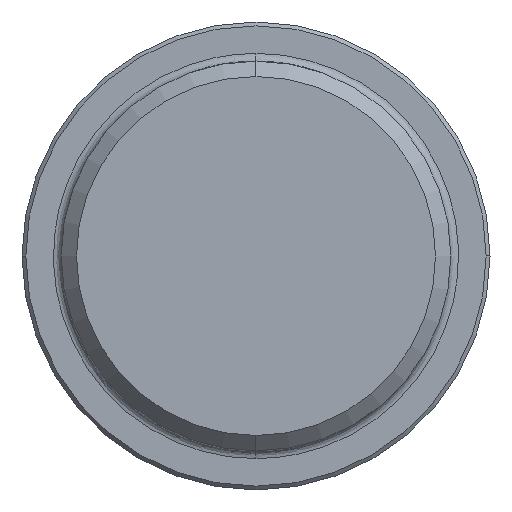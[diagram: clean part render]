
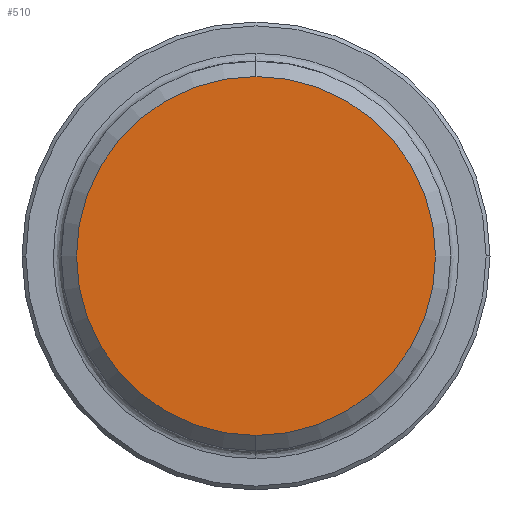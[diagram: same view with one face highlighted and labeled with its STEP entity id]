
A CAD part, left-side view. The second image highlights one B-rep face of the part: STEP entity #510.
In plain terms, the highlighted planar face has unit normal (-1, 0, 0).
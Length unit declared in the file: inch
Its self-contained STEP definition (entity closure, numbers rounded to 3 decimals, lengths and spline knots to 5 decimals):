
#183 = DIRECTION ( 'NONE',  ( 0., 0., -1. ) ) ;
#342 = CARTESIAN_POINT ( 'NONE',  ( -4.13685, 0., 0. ) ) ;
#349 = DIRECTION ( 'NONE',  ( 1., 0., 0. ) ) ;
#354 = FACE_OUTER_BOUND ( 'NONE', #1393, .T. ) ;
#434 = EDGE_CURVE ( 'NONE', #1011, #1909, #955, .T. ) ;
#507 = CARTESIAN_POINT ( 'NONE',  ( -4.13685, 0., 0. ) ) ;
#510 = ADVANCED_FACE ( 'NONE', ( #354 ), #1352, .T. ) ;
#517 = EDGE_CURVE ( 'NONE', #1909, #1011, #2083, .T. ) ;
#522 = DIRECTION ( 'NONE',  ( 0., 0., -1. ) ) ;
#674 = DIRECTION ( 'NONE',  ( 0., 0., 1. ) ) ;
#682 = AXIS2_PLACEMENT_3D ( 'NONE', #507, #1683, #674 ) ;
#935 = ORIENTED_EDGE ( 'NONE', *, *, #517, .F. ) ;
#955 = CIRCLE ( 'NONE', #2166, 0.92126 ) ;
#1011 = VERTEX_POINT ( 'NONE', #1664 ) ;
#1094 = AXIS2_PLACEMENT_3D ( 'NONE', #1182, #1535, #522 ) ;
#1114 = CARTESIAN_POINT ( 'NONE',  ( -4.13685, 0., -0.92126 ) ) ;
#1182 = CARTESIAN_POINT ( 'NONE',  ( -4.13685, 0., 0. ) ) ;
#1352 = PLANE ( 'NONE',  #682 ) ;
#1393 = EDGE_LOOP ( 'NONE', ( #935, #2161 ) ) ;
#1535 = DIRECTION ( 'NONE',  ( 1., 0., 0. ) ) ;
#1664 = CARTESIAN_POINT ( 'NONE',  ( -4.13685, 0., 0.92126 ) ) ;
#1683 = DIRECTION ( 'NONE',  ( -1., 0., 0. ) ) ;
#1909 = VERTEX_POINT ( 'NONE', #1114 ) ;
#2083 = CIRCLE ( 'NONE', #1094, 0.92126 ) ;
#2161 = ORIENTED_EDGE ( 'NONE', *, *, #434, .F. ) ;
#2166 = AXIS2_PLACEMENT_3D ( 'NONE', #342, #349, #183 ) ;
